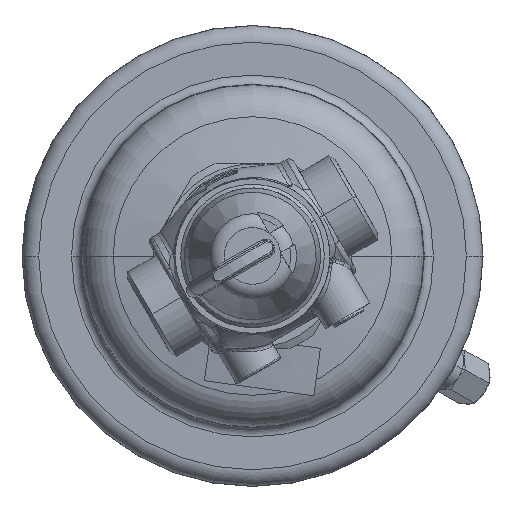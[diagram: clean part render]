
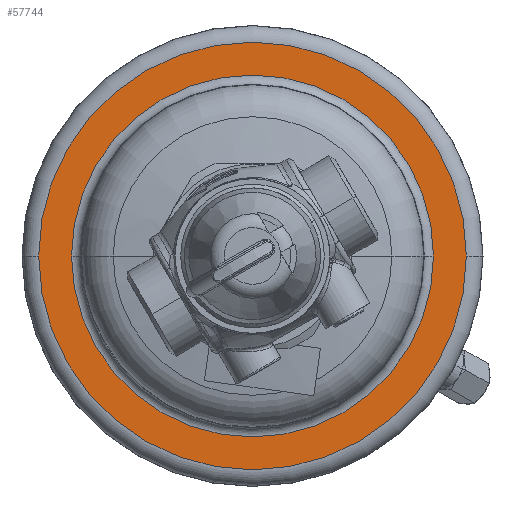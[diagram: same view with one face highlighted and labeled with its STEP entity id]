
A CAD part, left-side view. The second image highlights one B-rep face of the part: STEP entity #57744.
In plain terms, the highlighted planar face has unit normal (-1, 0, 0).
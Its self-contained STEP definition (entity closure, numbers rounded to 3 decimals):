
#17238=CARTESIAN_POINT('',(-2.5,0.,0.));
#17239=DIRECTION('',(-1.,0.,0.));
#17240=DIRECTION('',(0.,1.,0.));
#17241=AXIS2_PLACEMENT_3D('',#17238,#17239,#17240);
#17243=CARTESIAN_POINT('',(-2.5,0.,0.));
#17244=DIRECTION('',(1.,0.,0.));
#17245=DIRECTION('',(0.,1.,0.));
#17246=AXIS2_PLACEMENT_3D('',#17243,#17244,#17245);
#17248=CARTESIAN_POINT('',(-2.5,0.,0.));
#17249=DIRECTION('',(1.,0.,0.));
#17250=DIRECTION('',(0.,1.,0.));
#17251=AXIS2_PLACEMENT_3D('',#17248,#17249,#17250);
#17253=CARTESIAN_POINT('',(-2.5,0.,0.));
#17254=DIRECTION('',(-1.,0.,0.));
#17255=DIRECTION('',(0.,1.,0.));
#17256=AXIS2_PLACEMENT_3D('',#17253,#17254,#17255);
#36668=CARTESIAN_POINT('',(-2.5,58.05,0.));
#36670=VERTEX_POINT('',#36668);
#36671=CARTESIAN_POINT('',(-2.5,49.137,0.));
#36673=VERTEX_POINT('',#36671);
#36700=CARTESIAN_POINT('',(-2.5,-58.05,0.));
#36702=VERTEX_POINT('',#36700);
#36703=CARTESIAN_POINT('',(-2.5,-49.137,0.));
#36705=VERTEX_POINT('',#36703);
#57729=CARTESIAN_POINT('',(-2.5,0.,0.));
#57730=DIRECTION('',(1.,0.,0.));
#57731=DIRECTION('',(0.,-1.,0.));
#57732=AXIS2_PLACEMENT_3D('',#57729,#57730,#57731);
#57733=PLANE('',#57732);
#57735=ORIENTED_EDGE('',*,*,#57734,.T.);
#57737=ORIENTED_EDGE('',*,*,#57736,.F.);
#57738=EDGE_LOOP('',(#57735,#57737));
#57739=FACE_OUTER_BOUND('',#57738,.F.);
#57740=ORIENTED_EDGE('',*,*,#57711,.T.);
#57741=ORIENTED_EDGE('',*,*,#57722,.F.);
#57742=EDGE_LOOP('',(#57740,#57741));
#57743=FACE_BOUND('',#57742,.F.);
#57744=ADVANCED_FACE('',(#57739,#57743),#57733,.F.);
#17242=CIRCLE('',#17241,49.137);
#17247=CIRCLE('',#17246,49.137);
#17252=CIRCLE('',#17251,58.05);
#17257=CIRCLE('',#17256,58.05);
#57711=EDGE_CURVE('',#36673,#36705,#17242,.T.);
#57722=EDGE_CURVE('',#36673,#36705,#17247,.T.);
#57734=EDGE_CURVE('',#36670,#36702,#17252,.T.);
#57736=EDGE_CURVE('',#36670,#36702,#17257,.T.);
